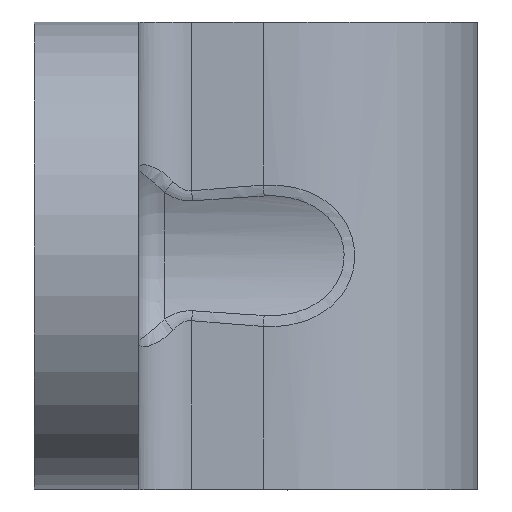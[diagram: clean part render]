
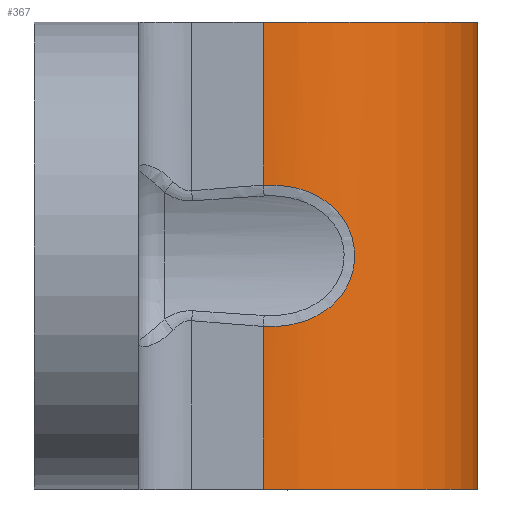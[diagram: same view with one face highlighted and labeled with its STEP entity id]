
A CAD part, top view. The second image highlights one B-rep face of the part: STEP entity #367.
In plain terms, the highlighted cylindrical face has radius 4 mm (diameter 8 mm), a partial arc.
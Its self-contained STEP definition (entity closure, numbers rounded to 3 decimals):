
#38=B_SPLINE_CURVE_WITH_KNOTS('',3,(#687,#688,#689,#690,#691,#692,#693,
#694,#695,#696),.UNSPECIFIED.,.F.,.F.,(4,1,1,1,1,1,1,4),(-0.47,
-0.403,-0.335,-0.268,-0.201,
-0.134,-0.067,0.),
 .UNSPECIFIED.);
#68=FACE_OUTER_BOUND('',#93,.T.);
#93=EDGE_LOOP('',(#319,#320,#321,#322,#323,#324));
#103=LINE('',#802,#123);
#114=LINE('',#835,#134);
#116=LINE('',#839,#136);
#123=VECTOR('',#465,10.);
#134=VECTOR('',#498,10.);
#136=VECTOR('',#504,10.);
#152=CIRCLE('',#412,4.);
#153=CIRCLE('',#416,4.);
#165=VERTEX_POINT('',#629);
#168=VERTEX_POINT('',#675);
#174=VERTEX_POINT('',#800);
#181=VERTEX_POINT('',#822);
#182=VERTEX_POINT('',#824);
#185=VERTEX_POINT('',#834);
#204=EDGE_CURVE('',#168,#165,#38,.T.);
#217=EDGE_CURVE('',#165,#174,#103,.T.);
#228=EDGE_CURVE('',#182,#181,#152,.T.);
#233=EDGE_CURVE('',#182,#185,#114,.T.);
#235=EDGE_CURVE('',#174,#185,#153,.T.);
#236=EDGE_CURVE('',#181,#168,#116,.T.);
#319=ORIENTED_EDGE('',*,*,#204,.T.);
#320=ORIENTED_EDGE('',*,*,#217,.T.);
#321=ORIENTED_EDGE('',*,*,#235,.T.);
#322=ORIENTED_EDGE('',*,*,#233,.F.);
#323=ORIENTED_EDGE('',*,*,#228,.T.);
#324=ORIENTED_EDGE('',*,*,#236,.T.);
#347=CYLINDRICAL_SURFACE('',#415,4.);
#367=ADVANCED_FACE('',(#68),#347,.T.);
#412=AXIS2_PLACEMENT_3D('',#825,#488,#489);
#415=AXIS2_PLACEMENT_3D('',#837,#500,#501);
#416=AXIS2_PLACEMENT_3D('',#838,#502,#503);
#465=DIRECTION('',(0.,-1.,0.));
#488=DIRECTION('center_axis',(0.,-1.,0.));
#489=DIRECTION('ref_axis',(-0.994,0.,-0.106));
#498=DIRECTION('',(0.,-1.,0.));
#500=DIRECTION('center_axis',(0.,1.,0.));
#501=DIRECTION('ref_axis',(0.755,0.,-0.656));
#502=DIRECTION('center_axis',(0.,1.,0.));
#503=DIRECTION('ref_axis',(-0.994,0.,-0.106));
#504=DIRECTION('',(0.,-1.,0.));
#629=CARTESIAN_POINT('',(14.111,20.339,-44.806));
#675=CARTESIAN_POINT('',(14.111,23.061,-44.806));
#687=CARTESIAN_POINT('Ctrl Pts',(14.111,23.061,-44.806));
#688=CARTESIAN_POINT('Ctrl Pts',(14.366,23.078,-44.798));
#689=CARTESIAN_POINT('Ctrl Pts',(14.885,23.02,-44.831));
#690=CARTESIAN_POINT('Ctrl Pts',(15.531,22.652,-45.002));
#691=CARTESIAN_POINT('Ctrl Pts',(15.888,22.047,-45.154));
#692=CARTESIAN_POINT('Ctrl Pts',(15.888,21.353,-45.154));
#693=CARTESIAN_POINT('Ctrl Pts',(15.532,20.748,-45.002));
#694=CARTESIAN_POINT('Ctrl Pts',(14.885,20.38,-44.831));
#695=CARTESIAN_POINT('Ctrl Pts',(14.366,20.322,-44.798));
#696=CARTESIAN_POINT('Ctrl Pts',(14.111,20.339,-44.806));
#800=CARTESIAN_POINT('',(14.111,17.2,-44.806));
#802=CARTESIAN_POINT('',(14.111,26.2,-44.806));
#822=CARTESIAN_POINT('',(14.111,26.2,-44.806));
#824=CARTESIAN_POINT('',(10.273,26.2,-49.228));
#825=CARTESIAN_POINT('Origin',(14.25,26.2,-48.804));
#834=CARTESIAN_POINT('',(10.273,17.2,-49.228));
#835=CARTESIAN_POINT('',(10.273,26.2,-49.228));
#837=CARTESIAN_POINT('Origin',(14.25,26.2,-48.804));
#838=CARTESIAN_POINT('Origin',(14.25,17.2,-48.804));
#839=CARTESIAN_POINT('',(14.111,26.2,-44.806));
